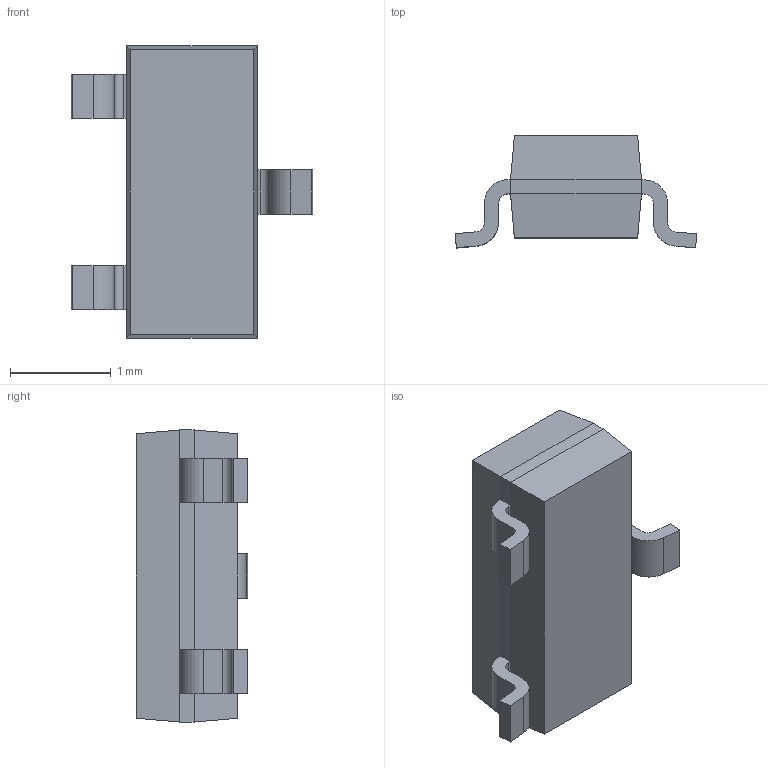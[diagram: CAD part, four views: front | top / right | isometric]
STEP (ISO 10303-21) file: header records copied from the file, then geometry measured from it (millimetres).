
FILE_DESCRIPTION (( 'STEP AP214' ),'1' );
FILE_NAME ('318-08.STEP','2024-04-16T06:24:23',( 'LENOVO' ),( '' ),'SwSTEP 2.0','SolidWorks 2021','' );
FILE_SCHEMA (( 'AUTOMOTIVE_DESIGN' ));
Length unit declared in the file: millimetre
Products named in the file (1): 318-08
Bounding box: 2.4 x 1.11 x 2.9 mm (x, y, z)
Volume: 3.8 mm3; surface area: 18.9 mm2
Topology: 4 solids, 4 shells, 56 faces, 136 edges, 88 vertices
Faces by surface type: plane 44, cylinder 12
Entity records: 1173 total; most frequent: ORIENTED_EDGE 272, EDGE_CURVE 136, CARTESIAN_POINT 135, LINE 112, VERTEX_POINT 88, AXIS2_PLACEMENT_3D 67, EDGE_LOOP 56, ADVANCED_FACE 56
